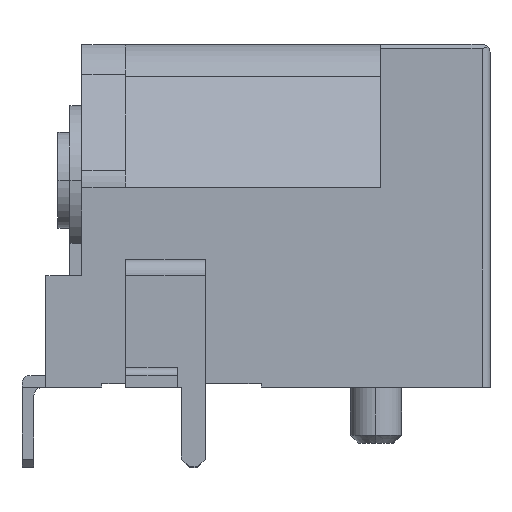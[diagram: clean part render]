
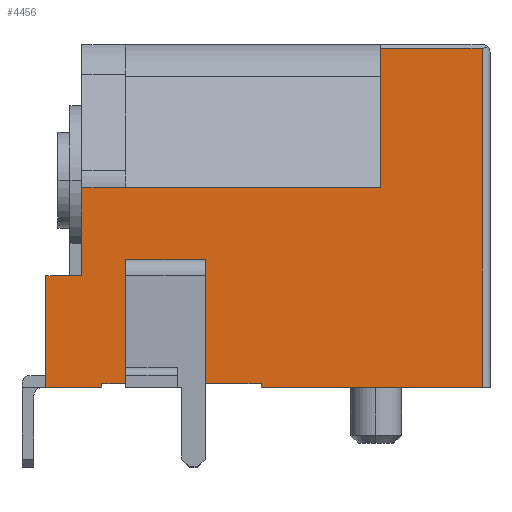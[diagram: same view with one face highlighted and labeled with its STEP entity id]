
A CAD part, top view. The second image highlights one B-rep face of the part: STEP entity #4456.
In plain terms, the highlighted planar face has unit normal (0, 0, 1).
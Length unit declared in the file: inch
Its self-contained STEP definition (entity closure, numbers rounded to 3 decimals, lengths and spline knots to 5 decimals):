
#32 = EDGE_CURVE ( 'NONE', #2632, #4002, #1578, .T. ) ;
#35 = CARTESIAN_POINT ( 'NONE',  ( -0.22, -0.21, 0.175 ) ) ;
#41 = DIRECTION ( 'NONE',  ( -1., 0., 0. ) ) ;
#65 = EDGE_CURVE ( 'NONE', #3631, #2945, #858, .T. ) ;
#106 = ORIENTED_EDGE ( 'NONE', *, *, #401, .F. ) ;
#119 = VECTOR ( 'NONE', #41, 39.37008 ) ;
#133 = DIRECTION ( 'NONE',  ( 0., 1., 0. ) ) ;
#181 = LINE ( 'NONE', #4196, #420 ) ;
#220 = CARTESIAN_POINT ( 'NONE',  ( 0., 0.035, 0.175 ) ) ;
#237 = VECTOR ( 'NONE', #4284, 39.37008 ) ;
#247 = VECTOR ( 'NONE', #3676, 39.37008 ) ;
#307 = CARTESIAN_POINT ( 'NONE',  ( -0.15, -0.21, 0.175 ) ) ;
#310 = ORIENTED_EDGE ( 'NONE', *, *, #410, .T. ) ;
#378 = CARTESIAN_POINT ( 'NONE',  ( 0.137, -0.215, 0.175 ) ) ;
#401 = EDGE_CURVE ( 'NONE', #2945, #4392, #505, .T. ) ;
#410 = EDGE_CURVE ( 'NONE', #432, #4002, #3431, .T. ) ;
#420 = VECTOR ( 'NONE', #1278, 39.37008 ) ;
#432 = VERTEX_POINT ( 'NONE', #906 ) ;
#441 = EDGE_CURVE ( 'NONE', #2634, #1158, #551, .T. ) ;
#497 = VECTOR ( 'NONE', #3372, 39.37008 ) ;
#498 = EDGE_CURVE ( 'NONE', #3500, #3631, #3757, .T. ) ;
#505 = LINE ( 'NONE', #2728, #4660 ) ;
#527 = VECTOR ( 'NONE', #4479, 39.37008 ) ;
#551 = LINE ( 'NONE', #1249, #4583 ) ;
#552 = LINE ( 'NONE', #1586, #1065 ) ;
#649 = ORIENTED_EDGE ( 'NONE', *, *, #1784, .F. ) ;
#711 = CARTESIAN_POINT ( 'NONE',  ( -0.32, 0.035, 0.175 ) ) ;
#734 = CARTESIAN_POINT ( 'NONE',  ( 0.127, -0.215, 0.175 ) ) ;
#783 = CARTESIAN_POINT ( 'NONE',  ( -0.22, -0.055, 0.175 ) ) ;
#857 = ORIENTED_EDGE ( 'NONE', *, *, #3247, .T. ) ;
#858 = LINE ( 'NONE', #3749, #527 ) ;
#906 = CARTESIAN_POINT ( 'NONE',  ( 0., 0.21, 0.175 ) ) ;
#969 = CARTESIAN_POINT ( 'NONE',  ( -0.32, 0.03527, 0.175 ) ) ;
#988 = DIRECTION ( 'NONE',  ( 0., 1., 0. ) ) ;
#1011 = ORIENTED_EDGE ( 'NONE', *, *, #4225, .T. ) ;
#1021 = CARTESIAN_POINT ( 'NONE',  ( -0.375, -0.075, 0.175 ) ) ;
#1031 = LINE ( 'NONE', #1458, #237 ) ;
#1065 = VECTOR ( 'NONE', #2204, 39.37008 ) ;
#1158 = VERTEX_POINT ( 'NONE', #1255 ) ;
#1217 = CARTESIAN_POINT ( 'NONE',  ( -0.375, 0.03527, 0.175 ) ) ;
#1249 = CARTESIAN_POINT ( 'NONE',  ( 0.127, -0.215, 0.175 ) ) ;
#1255 = CARTESIAN_POINT ( 'NONE',  ( 0.127, 0.21, 0.175 ) ) ;
#1261 = CARTESIAN_POINT ( 'NONE',  ( -0.32, 0.035, 0.175 ) ) ;
#1264 = EDGE_CURVE ( 'NONE', #2010, #4605, #3991, .T. ) ;
#1278 = DIRECTION ( 'NONE',  ( -1., 0., 0. ) ) ;
#1360 = CARTESIAN_POINT ( 'NONE',  ( -0.375, -0.075, 0.175 ) ) ;
#1458 = CARTESIAN_POINT ( 'NONE',  ( 0.137, 0.03527, 0.175 ) ) ;
#1460 = DIRECTION ( 'NONE',  ( 0., 0., -1. ) ) ;
#1522 = VECTOR ( 'NONE', #4485, 39.37008 ) ;
#1544 = DIRECTION ( 'NONE',  ( -1., 0., 0. ) ) ;
#1570 = DIRECTION ( 'NONE',  ( 0., 1., 0. ) ) ;
#1578 = LINE ( 'NONE', #1261, #2417 ) ;
#1586 = CARTESIAN_POINT ( 'NONE',  ( 0.137, 0.21, 0.175 ) ) ;
#1608 = CARTESIAN_POINT ( 'NONE',  ( -0.35, -0.21, 0.175 ) ) ;
#1638 = ORIENTED_EDGE ( 'NONE', *, *, #32, .F. ) ;
#1652 = ORIENTED_EDGE ( 'NONE', *, *, #1702, .F. ) ;
#1702 = EDGE_CURVE ( 'NONE', #3090, #3500, #181, .T. ) ;
#1704 = EDGE_LOOP ( 'NONE', ( #649, #4550, #2266, #310, #1638, #3135, #857, #3935, #1011, #106, #3657, #3243, #1652, #4438, #3575, #3772, #1933, #1949 ) ) ;
#1784 = EDGE_CURVE ( 'NONE', #2634, #3183, #2525, .T. ) ;
#1817 = DIRECTION ( 'NONE',  ( -1., 0., 0. ) ) ;
#1828 = EDGE_CURVE ( 'NONE', #3090, #3402, #4297, .T. ) ;
#1933 = ORIENTED_EDGE ( 'NONE', *, *, #1953, .F. ) ;
#1949 = ORIENTED_EDGE ( 'NONE', *, *, #2548, .F. ) ;
#1951 = CARTESIAN_POINT ( 'NONE',  ( 0., -0.215, 0.175 ) ) ;
#1953 = EDGE_CURVE ( 'NONE', #2868, #3696, #3326, .T. ) ;
#2010 = VERTEX_POINT ( 'NONE', #1360 ) ;
#2043 = CARTESIAN_POINT ( 'NONE',  ( -0.32, -0.055, 0.175 ) ) ;
#2114 = VECTOR ( 'NONE', #4313, 39.37008 ) ;
#2176 = DIRECTION ( 'NONE',  ( 0., 1., 0. ) ) ;
#2204 = DIRECTION ( 'NONE',  ( -1., 0., 0. ) ) ;
#2261 = LINE ( 'NONE', #783, #247 ) ;
#2266 = ORIENTED_EDGE ( 'NONE', *, *, #3504, .T. ) ;
#2267 = CARTESIAN_POINT ( 'NONE',  ( -0.375, -0.075, 0.175 ) ) ;
#2392 = CARTESIAN_POINT ( 'NONE',  ( -0.35, -0.21, 0.175 ) ) ;
#2417 = VECTOR ( 'NONE', #4095, 39.37008 ) ;
#2438 = CARTESIAN_POINT ( 'NONE',  ( -0.15, -0.21, 0.175 ) ) ;
#2475 = CARTESIAN_POINT ( 'NONE',  ( -0.32, -0.215, 0.175 ) ) ;
#2523 = VERTEX_POINT ( 'NONE', #969 ) ;
#2525 = LINE ( 'NONE', #3210, #119 ) ;
#2548 = EDGE_CURVE ( 'NONE', #3183, #2868, #4283, .T. ) ;
#2614 = VECTOR ( 'NONE', #4192, 39.37008 ) ;
#2632 = VERTEX_POINT ( 'NONE', #711 ) ;
#2634 = VERTEX_POINT ( 'NONE', #734 ) ;
#2727 = VECTOR ( 'NONE', #3152, 39.37008 ) ;
#2728 = CARTESIAN_POINT ( 'NONE',  ( -0.42, -0.215, 0.175 ) ) ;
#2791 = LINE ( 'NONE', #4233, #3950 ) ;
#2868 = VERTEX_POINT ( 'NONE', #2438 ) ;
#2877 = CARTESIAN_POINT ( 'NONE',  ( -0.22, -0.055, 0.175 ) ) ;
#2898 = FACE_OUTER_BOUND ( 'NONE', #1704, .T. ) ;
#2904 = VERTEX_POINT ( 'NONE', #2877 ) ;
#2945 = VERTEX_POINT ( 'NONE', #3665 ) ;
#3090 = VERTEX_POINT ( 'NONE', #3315 ) ;
#3135 = ORIENTED_EDGE ( 'NONE', *, *, #3413, .T. ) ;
#3152 = DIRECTION ( 'NONE',  ( 0., 1., 0. ) ) ;
#3183 = VERTEX_POINT ( 'NONE', #3823 ) ;
#3210 = CARTESIAN_POINT ( 'NONE',  ( 0.137, -0.215, 0.175 ) ) ;
#3243 = ORIENTED_EDGE ( 'NONE', *, *, #498, .F. ) ;
#3247 = EDGE_CURVE ( 'NONE', #2523, #4605, #1031, .T. ) ;
#3274 = CARTESIAN_POINT ( 'NONE',  ( -0.35, -0.215, 0.175 ) ) ;
#3315 = CARTESIAN_POINT ( 'NONE',  ( -0.32, -0.21, 0.175 ) ) ;
#3326 = LINE ( 'NONE', #3786, #4690 ) ;
#3372 = DIRECTION ( 'NONE',  ( 0., -1., 0. ) ) ;
#3380 = VECTOR ( 'NONE', #3568, 39.37008 ) ;
#3402 = VERTEX_POINT ( 'NONE', #2043 ) ;
#3413 = EDGE_CURVE ( 'NONE', #2632, #2523, #2791, .T. ) ;
#3431 = LINE ( 'NONE', #1951, #2614 ) ;
#3500 = VERTEX_POINT ( 'NONE', #1608 ) ;
#3504 = EDGE_CURVE ( 'NONE', #1158, #432, #552, .T. ) ;
#3568 = DIRECTION ( 'NONE',  ( 0., 1., 0. ) ) ;
#3575 = ORIENTED_EDGE ( 'NONE', *, *, #4381, .T. ) ;
#3631 = VERTEX_POINT ( 'NONE', #3274 ) ;
#3657 = ORIENTED_EDGE ( 'NONE', *, *, #65, .F. ) ;
#3665 = CARTESIAN_POINT ( 'NONE',  ( -0.42, -0.215, 0.175 ) ) ;
#3676 = DIRECTION ( 'NONE',  ( 0., -1., 0. ) ) ;
#3682 = LINE ( 'NONE', #2267, #1522 ) ;
#3696 = VERTEX_POINT ( 'NONE', #35 ) ;
#3749 = CARTESIAN_POINT ( 'NONE',  ( 0.137, -0.215, 0.175 ) ) ;
#3757 = LINE ( 'NONE', #2392, #497 ) ;
#3772 = ORIENTED_EDGE ( 'NONE', *, *, #4565, .T. ) ;
#3786 = CARTESIAN_POINT ( 'NONE',  ( -0.35, -0.21, 0.175 ) ) ;
#3823 = CARTESIAN_POINT ( 'NONE',  ( -0.15, -0.215, 0.175 ) ) ;
#3935 = ORIENTED_EDGE ( 'NONE', *, *, #1264, .F. ) ;
#3950 = VECTOR ( 'NONE', #988, 39.37008 ) ;
#3957 = CARTESIAN_POINT ( 'NONE',  ( -0.32, -0.055, 0.175 ) ) ;
#3991 = LINE ( 'NONE', #1021, #3380 ) ;
#4002 = VERTEX_POINT ( 'NONE', #220 ) ;
#4003 = PLANE ( 'NONE',  #4096 ) ;
#4095 = DIRECTION ( 'NONE',  ( 1., 0., 0. ) ) ;
#4096 = AXIS2_PLACEMENT_3D ( 'NONE', #378, #1460, #1817 ) ;
#4116 = VECTOR ( 'NONE', #2176, 39.37008 ) ;
#4192 = DIRECTION ( 'NONE',  ( 0., -1., 0. ) ) ;
#4196 = CARTESIAN_POINT ( 'NONE',  ( -0.35, -0.21, 0.175 ) ) ;
#4225 = EDGE_CURVE ( 'NONE', #2010, #4392, #3682, .T. ) ;
#4233 = CARTESIAN_POINT ( 'NONE',  ( -0.32, -0.215, 0.175 ) ) ;
#4283 = LINE ( 'NONE', #307, #2727 ) ;
#4284 = DIRECTION ( 'NONE',  ( -1., 0., 0. ) ) ;
#4297 = LINE ( 'NONE', #2475, #4116 ) ;
#4313 = DIRECTION ( 'NONE',  ( 1., 0., 0. ) ) ;
#4338 = LINE ( 'NONE', #3957, #2114 ) ;
#4381 = EDGE_CURVE ( 'NONE', #3402, #2904, #4338, .T. ) ;
#4392 = VERTEX_POINT ( 'NONE', #4674 ) ;
#4438 = ORIENTED_EDGE ( 'NONE', *, *, #1828, .T. ) ;
#4456 = ADVANCED_FACE ( 'NONE', ( #2898 ), #4003, .F. ) ;
#4479 = DIRECTION ( 'NONE',  ( -1., 0., 0. ) ) ;
#4485 = DIRECTION ( 'NONE',  ( -1., 0., 0. ) ) ;
#4550 = ORIENTED_EDGE ( 'NONE', *, *, #441, .T. ) ;
#4565 = EDGE_CURVE ( 'NONE', #2904, #3696, #2261, .T. ) ;
#4583 = VECTOR ( 'NONE', #133, 39.37008 ) ;
#4605 = VERTEX_POINT ( 'NONE', #1217 ) ;
#4660 = VECTOR ( 'NONE', #1570, 39.37008 ) ;
#4674 = CARTESIAN_POINT ( 'NONE',  ( -0.42, -0.075, 0.175 ) ) ;
#4690 = VECTOR ( 'NONE', #1544, 39.37008 ) ;
